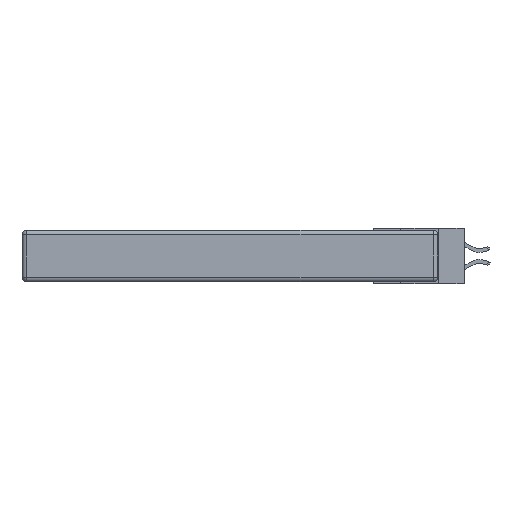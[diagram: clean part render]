
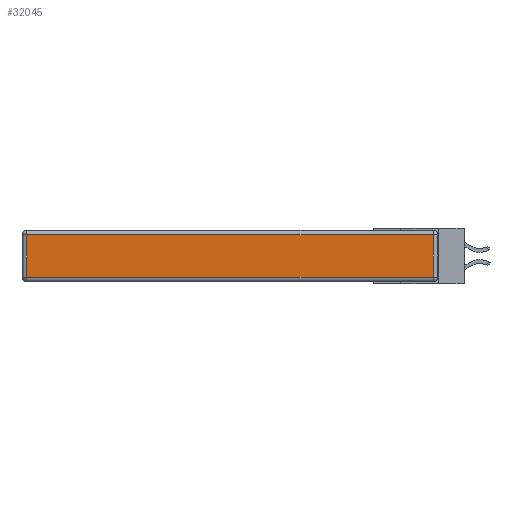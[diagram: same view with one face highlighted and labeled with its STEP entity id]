
A CAD part, left-side view. The second image highlights one B-rep face of the part: STEP entity #32045.
In plain terms, the highlighted planar face has unit normal (-1, 0, 0).
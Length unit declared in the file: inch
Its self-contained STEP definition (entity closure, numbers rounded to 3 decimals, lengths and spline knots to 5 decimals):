
#54 = CARTESIAN_POINT ( 'NONE',  ( 0., 0., -0.313 ) ) ;
#1452 = VECTOR ( 'NONE', #28655, 39.37008 ) ;
#1702 = CARTESIAN_POINT ( 'NONE',  ( 0., 0., -0.343 ) ) ;
#3510 = CARTESIAN_POINT ( 'NONE',  ( 0., 2.72, -0.343 ) ) ;
#4749 = CARTESIAN_POINT ( 'NONE',  ( 0., 2.75, -0.03 ) ) ;
#7349 = PLANE ( 'NONE',  #22409 ) ;
#10117 = VERTEX_POINT ( 'NONE', #13204 ) ;
#12496 = EDGE_CURVE ( 'NONE', #10117, #31610, #21691, .T. ) ;
#13204 = CARTESIAN_POINT ( 'NONE',  ( 0., 2.72, -0.03 ) ) ;
#14108 = CARTESIAN_POINT ( 'NONE',  ( 0., 0.03, -0.313 ) ) ;
#14670 = VECTOR ( 'NONE', #24368, 39.37008 ) ;
#16552 = ORIENTED_EDGE ( 'NONE', *, *, #26960, .T. ) ;
#18636 = EDGE_CURVE ( 'NONE', #31610, #29493, #24735, .T. ) ;
#18690 = FACE_OUTER_BOUND ( 'NONE', #19058, .T. ) ;
#19058 = EDGE_LOOP ( 'NONE', ( #23581, #16552, #22621, #28166 ) ) ;
#19098 = LINE ( 'NONE', #21127, #29614 ) ;
#21127 = CARTESIAN_POINT ( 'NONE',  ( 0., 0.03, -0.343 ) ) ;
#21691 = LINE ( 'NONE', #3510, #26506 ) ;
#21789 = CARTESIAN_POINT ( 'NONE',  ( 0., 0.03, -0.03 ) ) ;
#22170 = LINE ( 'NONE', #4749, #14670 ) ;
#22409 = AXIS2_PLACEMENT_3D ( 'NONE', #1702, #23905, #26964 ) ;
#22621 = ORIENTED_EDGE ( 'NONE', *, *, #26848, .T. ) ;
#23318 = CARTESIAN_POINT ( 'NONE',  ( 0., 2.72, -0.313 ) ) ;
#23581 = ORIENTED_EDGE ( 'NONE', *, *, #18636, .T. ) ;
#23905 = DIRECTION ( 'NONE',  ( -1., 0., 0. ) ) ;
#23961 = DIRECTION ( 'NONE',  ( 0., 0., 1. ) ) ;
#24368 = DIRECTION ( 'NONE',  ( 0., 1., 0. ) ) ;
#24735 = LINE ( 'NONE', #54, #1452 ) ;
#26506 = VECTOR ( 'NONE', #31958, 39.37008 ) ;
#26848 = EDGE_CURVE ( 'NONE', #29886, #10117, #22170, .T. ) ;
#26960 = EDGE_CURVE ( 'NONE', #29493, #29886, #19098, .T. ) ;
#26964 = DIRECTION ( 'NONE',  ( 0., 0., 1. ) ) ;
#28166 = ORIENTED_EDGE ( 'NONE', *, *, #12496, .T. ) ;
#28655 = DIRECTION ( 'NONE',  ( 0., -1., 0. ) ) ;
#29493 = VERTEX_POINT ( 'NONE', #14108 ) ;
#29614 = VECTOR ( 'NONE', #23961, 39.37008 ) ;
#29886 = VERTEX_POINT ( 'NONE', #21789 ) ;
#31610 = VERTEX_POINT ( 'NONE', #23318 ) ;
#31958 = DIRECTION ( 'NONE',  ( 0., 0., -1. ) ) ;
#32045 = ADVANCED_FACE ( 'NONE', ( #18690 ), #7349, .T. ) ;
